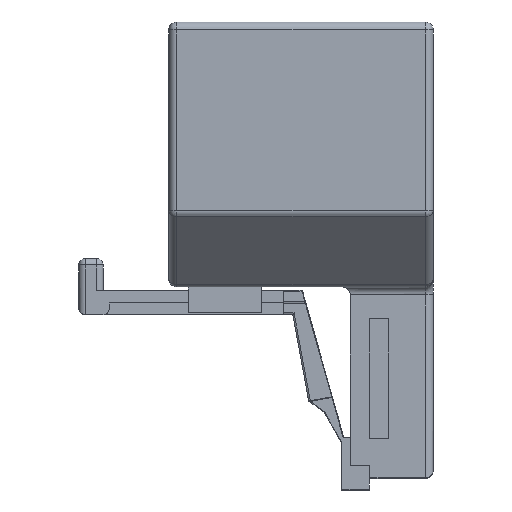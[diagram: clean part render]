
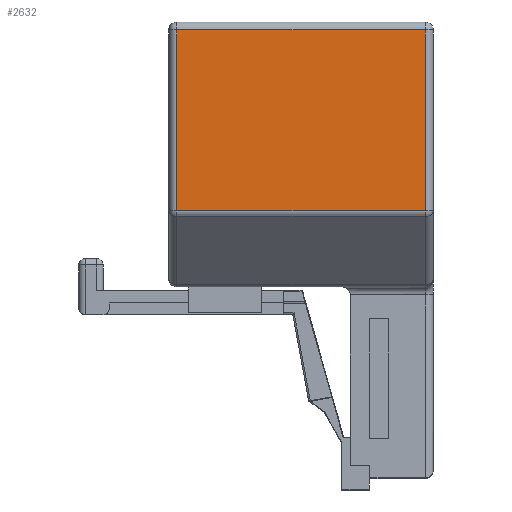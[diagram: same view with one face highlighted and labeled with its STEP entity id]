
A CAD part, left-side view. The second image highlights one B-rep face of the part: STEP entity #2632.
In plain terms, the highlighted planar face has unit normal (-1, 0, 0).
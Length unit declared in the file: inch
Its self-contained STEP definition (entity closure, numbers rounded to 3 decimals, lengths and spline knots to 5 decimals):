
#2612 = ORIENTED_EDGE ( 'NONE', *, *, #2617, .T. ) ;
#2613 = EDGE_CURVE ( 'NONE', #2623, #2614, #8570, .T. ) ;
#2614 = VERTEX_POINT ( 'NONE', #8566 ) ;
#2615 = EDGE_CURVE ( 'NONE', #2614, #2616, #8565, .T. ) ;
#2616 = VERTEX_POINT ( 'NONE', #8561 ) ;
#2617 = EDGE_CURVE ( 'NONE', #2616, #2622, #8560, .T. ) ;
#2620 = ORIENTED_EDGE ( 'NONE', *, *, #2621, .T. ) ;
#2621 = EDGE_CURVE ( 'NONE', #2622, #2623, #8612, .T. ) ;
#2622 = VERTEX_POINT ( 'NONE', #8608 ) ;
#2623 = VERTEX_POINT ( 'NONE', #8607 ) ;
#2624 = ORIENTED_EDGE ( 'NONE', *, *, #2613, .T. ) ;
#2625 = ORIENTED_EDGE ( 'NONE', *, *, #2615, .T. ) ;
#2632 = ADVANCED_FACE ( 'NONE', ( #8597 ), #8596, .F. ) ;
#2634 = EDGE_LOOP ( 'NONE', ( #2620, #2624, #2625, #2612 ) ) ;
#8557 = DIRECTION ( 'NONE',  ( 0., 0., -1. ) ) ;
#8558 = VECTOR ( 'NONE', #8557, 39.37008 ) ;
#8559 = CARTESIAN_POINT ( 'NONE',  ( -0.527, 0.389, -0.187 ) ) ;
#8560 = LINE ( 'NONE', #8559, #8558 ) ;
#8561 = CARTESIAN_POINT ( 'NONE',  ( -0.527, 0.389, 0.39 ) ) ;
#8562 = DIRECTION ( 'NONE',  ( 0., 1., 0. ) ) ;
#8563 = VECTOR ( 'NONE', #8562, 39.37008 ) ;
#8564 = CARTESIAN_POINT ( 'NONE',  ( -0.527, 0.414, 0.39 ) ) ;
#8565 = LINE ( 'NONE', #8564, #8563 ) ;
#8566 = CARTESIAN_POINT ( 'NONE',  ( -0.527, -0.389, 0.39 ) ) ;
#8567 = DIRECTION ( 'NONE',  ( 0., 0., 1. ) ) ;
#8568 = VECTOR ( 'NONE', #8567, 39.37008 ) ;
#8569 = CARTESIAN_POINT ( 'NONE',  ( -0.527, -0.389, 0.415 ) ) ;
#8570 = LINE ( 'NONE', #8569, #8568 ) ;
#8592 = DIRECTION ( 'NONE',  ( 0., 0., -1. ) ) ;
#8593 = DIRECTION ( 'NONE',  ( 1., 0., 0. ) ) ;
#8594 = CARTESIAN_POINT ( 'NONE',  ( -0.527, 0.414, 0.415 ) ) ;
#8595 = AXIS2_PLACEMENT_3D ( 'NONE', #8594, #8593, #8592 ) ;
#8596 = PLANE ( 'NONE',  #8595 ) ;
#8597 = FACE_OUTER_BOUND ( 'NONE', #2634, .T. ) ;
#8607 = CARTESIAN_POINT ( 'NONE',  ( -0.527, -0.389, -0.17664 ) ) ;
#8608 = CARTESIAN_POINT ( 'NONE',  ( -0.527, 0.389, -0.17664 ) ) ;
#8609 = DIRECTION ( 'NONE',  ( 0., -1., 0. ) ) ;
#8610 = VECTOR ( 'NONE', #8609, 39.37008 ) ;
#8611 = CARTESIAN_POINT ( 'NONE',  ( -0.527, -0.414, -0.17664 ) ) ;
#8612 = LINE ( 'NONE', #8611, #8610 ) ;
